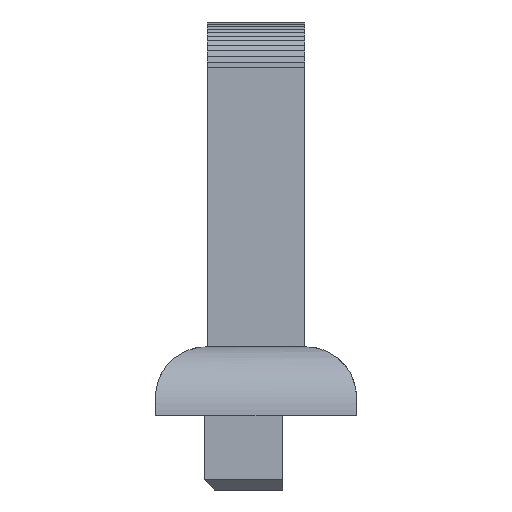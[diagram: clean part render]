
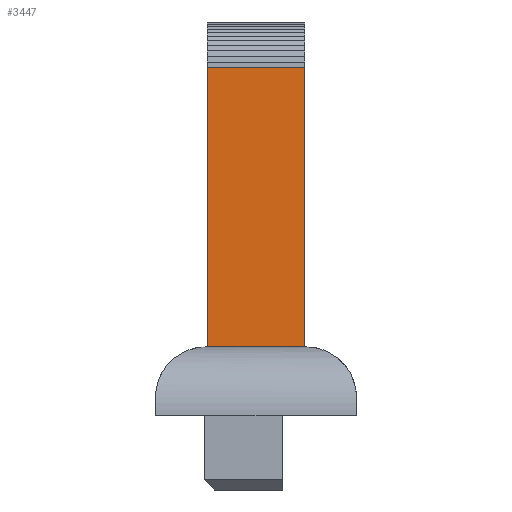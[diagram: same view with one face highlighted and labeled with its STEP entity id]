
A CAD part, left-side view. The second image highlights one B-rep face of the part: STEP entity #3447.
In plain terms, the highlighted planar face has unit normal (-1, 0, 0).
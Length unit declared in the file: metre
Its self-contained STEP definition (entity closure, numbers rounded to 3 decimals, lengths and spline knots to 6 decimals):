
#3447=ADVANCED_FACE('1:86052',(#8016),#8017,.T.);
#8016=FACE_OUTER_BOUND('',#13700,.T.);
#8017=PLANE('',#13701);
#13700=EDGE_LOOP('',(#23622,#23623,#23624,#23625));
#13701=AXIS2_PLACEMENT_3D('',#23626,#23627,#23628);
#23622=ORIENTED_EDGE('',*,*,#37309,.T.);
#23623=ORIENTED_EDGE('',*,*,#37310,.F.);
#23624=ORIENTED_EDGE('',*,*,#34441,.T.);
#23625=ORIENTED_EDGE('',*,*,#37302,.F.);
#23626=CARTESIAN_POINT('',(-0.01165,0.01182,0.051733));
#23627=DIRECTION('',(-1.0,0.0,0.0));
#23628=DIRECTION('',(0.0,0.,1.0));
#34441=EDGE_CURVE('1:86265',#41379,#41376,#41380,.T.);
#37302=EDGE_CURVE('0:2854059',#45761,#41376,#45762,.T.);
#37309=EDGE_CURVE('1:86259',#45761,#45770,#45771,.T.);
#37310=EDGE_CURVE('1:86262',#41379,#45770,#45772,.T.);
#41376=VERTEX_POINT('',#51217);
#41379=VERTEX_POINT('',#51221);
#41380=LINE('',#51222,#51223);
#45761=VERTEX_POINT('',#57755);
#45762=LINE('',#57756,#57757);
#45770=VERTEX_POINT('',#57769);
#45771=LINE('',#57770,#57771);
#45772=LINE('',#57772,#57773);
#51217=CARTESIAN_POINT('',(-0.01165,0.01182,0.06815));
#51221=CARTESIAN_POINT('',(-0.01165,0.01182,0.045906));
#51222=CARTESIAN_POINT('',(-0.01165,0.01182,0.049906));
#51223=VECTOR('',#64519,1.0);
#57755=CARTESIAN_POINT('',(-0.01165,0.01962,0.06815));
#57756=CARTESIAN_POINT('',(-0.01165,0.01962,0.06815));
#57757=VECTOR('',#66567,1.0);
#57769=CARTESIAN_POINT('',(-0.01165,0.01962,0.045906));
#57770=CARTESIAN_POINT('',(-0.01165,0.01962,0.049906));
#57771=VECTOR('',#66572,1.0);
#57772=CARTESIAN_POINT('',(-0.01165,0.01182,0.045906));
#57773=VECTOR('',#66573,1.0);
#64519=DIRECTION('',(0.0,0.,1.0));
#66567=DIRECTION('',(0.0,-1.0,0.));
#66572=DIRECTION('',(0.0,0.,-1.0));
#66573=DIRECTION('',(0.0,1.0,0.));
